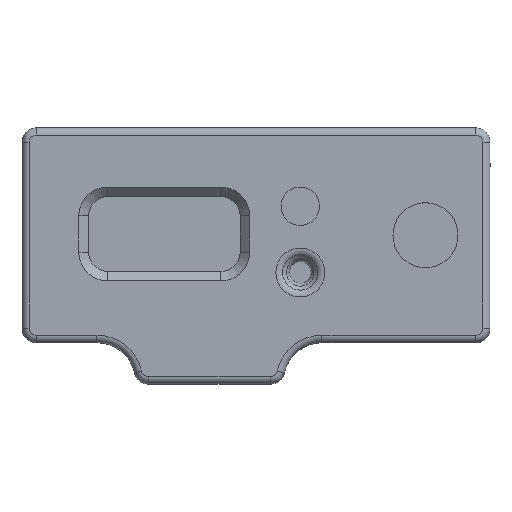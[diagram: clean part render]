
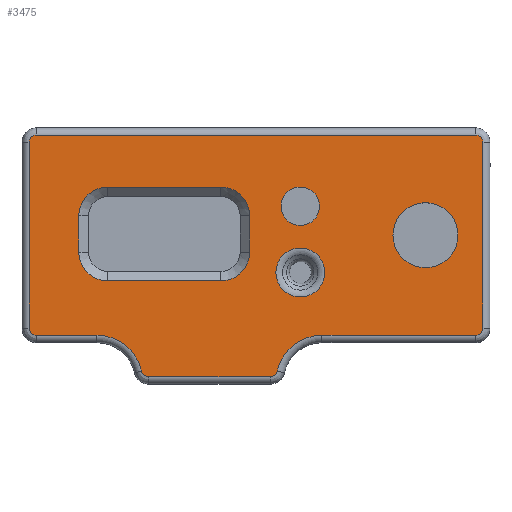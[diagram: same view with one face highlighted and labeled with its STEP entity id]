
A CAD part, top view. The second image highlights one B-rep face of the part: STEP entity #3475.
In plain terms, the highlighted planar face has unit normal (0, 0, 1).
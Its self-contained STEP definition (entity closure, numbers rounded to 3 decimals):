
#64=FACE_BOUND('',#425,.T.);
#65=FACE_BOUND('',#426,.T.);
#66=FACE_BOUND('',#427,.T.);
#67=FACE_BOUND('',#428,.T.);
#92=PLANE('',#3713);
#214=FACE_OUTER_BOUND('',#424,.T.);
#424=EDGE_LOOP('',(#2352,#2353,#2354,#2355,#2356,#2357,#2358,#2359,#2360,
#2361,#2362,#2363,#2364,#2365));
#425=EDGE_LOOP('',(#2366));
#426=EDGE_LOOP('',(#2367));
#427=EDGE_LOOP('',(#2368,#2369,#2370,#2371,#2372,#2373,#2374,#2375));
#428=EDGE_LOOP('',(#2376));
#661=LINE('',#5259,#952);
#662=LINE('',#5263,#953);
#663=LINE('',#5267,#954);
#664=LINE('',#5271,#955);
#665=LINE('',#5277,#956);
#666=LINE('',#5282,#957);
#667=LINE('',#5291,#958);
#668=LINE('',#5295,#959);
#669=LINE('',#5299,#960);
#670=LINE('',#5302,#961);
#952=VECTOR('',#4153,10.);
#953=VECTOR('',#4156,10.);
#954=VECTOR('',#4159,10.);
#955=VECTOR('',#4162,10.);
#956=VECTOR('',#4167,10.);
#957=VECTOR('',#4172,10.);
#958=VECTOR('',#4179,10.);
#959=VECTOR('',#4182,10.);
#960=VECTOR('',#4185,10.);
#961=VECTOR('',#4188,10.);
#1248=CIRCLE('',#3709,5.078);
#1251=CIRCLE('',#3714,1.5);
#1252=CIRCLE('',#3715,1.5);
#1253=CIRCLE('',#3716,1.5);
#1254=CIRCLE('',#3717,1.5);
#1255=CIRCLE('',#3718,9.5);
#1256=CIRCLE('',#3719,1.5);
#1257=CIRCLE('',#3720,1.5);
#1258=CIRCLE('',#3721,9.5);
#1259=CIRCLE('',#3722,6.75);
#1260=CIRCLE('',#3723,4.);
#1261=CIRCLE('',#3724,6.);
#1262=CIRCLE('',#3725,6.);
#1263=CIRCLE('',#3726,6.);
#1264=CIRCLE('',#3727,6.);
#1466=VERTEX_POINT('',#5245);
#1469=VERTEX_POINT('',#5255);
#1470=VERTEX_POINT('',#5256);
#1471=VERTEX_POINT('',#5258);
#1472=VERTEX_POINT('',#5260);
#1473=VERTEX_POINT('',#5262);
#1474=VERTEX_POINT('',#5264);
#1475=VERTEX_POINT('',#5266);
#1476=VERTEX_POINT('',#5268);
#1477=VERTEX_POINT('',#5270);
#1478=VERTEX_POINT('',#5272);
#1479=VERTEX_POINT('',#5274);
#1480=VERTEX_POINT('',#5276);
#1481=VERTEX_POINT('',#5278);
#1482=VERTEX_POINT('',#5280);
#1483=VERTEX_POINT('',#5283);
#1484=VERTEX_POINT('',#5285);
#1485=VERTEX_POINT('',#5287);
#1486=VERTEX_POINT('',#5288);
#1487=VERTEX_POINT('',#5290);
#1488=VERTEX_POINT('',#5292);
#1489=VERTEX_POINT('',#5294);
#1490=VERTEX_POINT('',#5296);
#1491=VERTEX_POINT('',#5298);
#1492=VERTEX_POINT('',#5300);
#1806=EDGE_CURVE('',#1466,#1466,#1248,.T.);
#1810=EDGE_CURVE('',#1469,#1470,#1251,.T.);
#1811=EDGE_CURVE('',#1471,#1469,#661,.T.);
#1812=EDGE_CURVE('',#1472,#1471,#1252,.T.);
#1813=EDGE_CURVE('',#1473,#1472,#662,.T.);
#1814=EDGE_CURVE('',#1474,#1473,#1253,.T.);
#1815=EDGE_CURVE('',#1475,#1474,#663,.T.);
#1816=EDGE_CURVE('',#1476,#1475,#1254,.T.);
#1817=EDGE_CURVE('',#1477,#1476,#664,.T.);
#1818=EDGE_CURVE('',#1478,#1477,#1255,.T.);
#1819=EDGE_CURVE('',#1479,#1478,#1256,.T.);
#1820=EDGE_CURVE('',#1480,#1479,#665,.T.);
#1821=EDGE_CURVE('',#1481,#1480,#1257,.T.);
#1822=EDGE_CURVE('',#1482,#1481,#1258,.T.);
#1823=EDGE_CURVE('',#1470,#1482,#666,.T.);
#1824=EDGE_CURVE('',#1483,#1483,#1259,.T.);
#1825=EDGE_CURVE('',#1484,#1484,#1260,.T.);
#1826=EDGE_CURVE('',#1485,#1486,#1261,.T.);
#1827=EDGE_CURVE('',#1487,#1485,#667,.T.);
#1828=EDGE_CURVE('',#1488,#1487,#1262,.T.);
#1829=EDGE_CURVE('',#1489,#1488,#668,.T.);
#1830=EDGE_CURVE('',#1490,#1489,#1263,.T.);
#1831=EDGE_CURVE('',#1491,#1490,#669,.T.);
#1832=EDGE_CURVE('',#1492,#1491,#1264,.T.);
#1833=EDGE_CURVE('',#1486,#1492,#670,.T.);
#2352=ORIENTED_EDGE('',*,*,#1810,.F.);
#2353=ORIENTED_EDGE('',*,*,#1811,.F.);
#2354=ORIENTED_EDGE('',*,*,#1812,.F.);
#2355=ORIENTED_EDGE('',*,*,#1813,.F.);
#2356=ORIENTED_EDGE('',*,*,#1814,.F.);
#2357=ORIENTED_EDGE('',*,*,#1815,.F.);
#2358=ORIENTED_EDGE('',*,*,#1816,.F.);
#2359=ORIENTED_EDGE('',*,*,#1817,.F.);
#2360=ORIENTED_EDGE('',*,*,#1818,.F.);
#2361=ORIENTED_EDGE('',*,*,#1819,.F.);
#2362=ORIENTED_EDGE('',*,*,#1820,.F.);
#2363=ORIENTED_EDGE('',*,*,#1821,.F.);
#2364=ORIENTED_EDGE('',*,*,#1822,.F.);
#2365=ORIENTED_EDGE('',*,*,#1823,.F.);
#2366=ORIENTED_EDGE('',*,*,#1824,.T.);
#2367=ORIENTED_EDGE('',*,*,#1825,.T.);
#2368=ORIENTED_EDGE('',*,*,#1826,.F.);
#2369=ORIENTED_EDGE('',*,*,#1827,.F.);
#2370=ORIENTED_EDGE('',*,*,#1828,.F.);
#2371=ORIENTED_EDGE('',*,*,#1829,.F.);
#2372=ORIENTED_EDGE('',*,*,#1830,.F.);
#2373=ORIENTED_EDGE('',*,*,#1831,.F.);
#2374=ORIENTED_EDGE('',*,*,#1832,.F.);
#2375=ORIENTED_EDGE('',*,*,#1833,.F.);
#2376=ORIENTED_EDGE('',*,*,#1806,.F.);
#3475=ADVANCED_FACE('',(#214,#64,#65,#66,#67),#92,.T.);
#3709=AXIS2_PLACEMENT_3D('',#5247,#4140,#4141);
#3713=AXIS2_PLACEMENT_3D('',#5254,#4149,#4150);
#3714=AXIS2_PLACEMENT_3D('',#5257,#4151,#4152);
#3715=AXIS2_PLACEMENT_3D('',#5261,#4154,#4155);
#3716=AXIS2_PLACEMENT_3D('',#5265,#4157,#4158);
#3717=AXIS2_PLACEMENT_3D('',#5269,#4160,#4161);
#3718=AXIS2_PLACEMENT_3D('',#5273,#4163,#4164);
#3719=AXIS2_PLACEMENT_3D('',#5275,#4165,#4166);
#3720=AXIS2_PLACEMENT_3D('',#5279,#4168,#4169);
#3721=AXIS2_PLACEMENT_3D('',#5281,#4170,#4171);
#3722=AXIS2_PLACEMENT_3D('',#5284,#4173,#4174);
#3723=AXIS2_PLACEMENT_3D('',#5286,#4175,#4176);
#3724=AXIS2_PLACEMENT_3D('',#5289,#4177,#4178);
#3725=AXIS2_PLACEMENT_3D('',#5293,#4180,#4181);
#3726=AXIS2_PLACEMENT_3D('',#5297,#4183,#4184);
#3727=AXIS2_PLACEMENT_3D('',#5301,#4186,#4187);
#4140=DIRECTION('center_axis',(0.,0.,1.));
#4141=DIRECTION('ref_axis',(1.,0.,0.));
#4149=DIRECTION('center_axis',(0.,0.,1.));
#4150=DIRECTION('ref_axis',(1.,0.,0.));
#4151=DIRECTION('center_axis',(0.,0.,-1.));
#4152=DIRECTION('ref_axis',(0.707,-0.707,0.));
#4153=DIRECTION('',(0.,-1.,0.));
#4154=DIRECTION('center_axis',(0.,0.,-1.));
#4155=DIRECTION('ref_axis',(0.707,0.707,0.));
#4156=DIRECTION('',(1.,0.,0.));
#4157=DIRECTION('center_axis',(0.,0.,-1.));
#4158=DIRECTION('ref_axis',(-0.707,0.707,0.));
#4159=DIRECTION('',(0.,1.,0.));
#4160=DIRECTION('center_axis',(0.,0.,-1.));
#4161=DIRECTION('ref_axis',(-0.707,-0.707,0.));
#4162=DIRECTION('',(-1.,0.,0.));
#4163=DIRECTION('center_axis',(0.,0.,1.));
#4164=DIRECTION('ref_axis',(0.625,0.78,0.));
#4165=DIRECTION('center_axis',(0.,0.,-1.));
#4166=DIRECTION('ref_axis',(-0.625,-0.78,0.));
#4167=DIRECTION('',(-1.,0.,0.));
#4168=DIRECTION('center_axis',(0.,0.,-1.));
#4169=DIRECTION('ref_axis',(0.625,-0.78,0.));
#4170=DIRECTION('center_axis',(0.,0.,1.));
#4171=DIRECTION('ref_axis',(-0.625,0.78,0.));
#4172=DIRECTION('',(-1.,0.,0.));
#4173=DIRECTION('center_axis',(0.,0.,-1.));
#4174=DIRECTION('ref_axis',(1.,0.,0.));
#4175=DIRECTION('center_axis',(0.,0.,-1.));
#4176=DIRECTION('ref_axis',(1.,0.,0.));
#4177=DIRECTION('center_axis',(0.,0.,1.));
#4178=DIRECTION('ref_axis',(0.707,-0.707,0.));
#4179=DIRECTION('',(1.,0.,0.));
#4180=DIRECTION('center_axis',(0.,0.,1.));
#4181=DIRECTION('ref_axis',(-0.707,-0.707,0.));
#4182=DIRECTION('',(0.,-1.,0.));
#4183=DIRECTION('center_axis',(0.,0.,1.));
#4184=DIRECTION('ref_axis',(-0.707,0.707,0.));
#4185=DIRECTION('',(-1.,0.,0.));
#4186=DIRECTION('center_axis',(0.,0.,1.));
#4187=DIRECTION('ref_axis',(0.707,0.707,0.));
#4188=DIRECTION('',(0.,1.,0.));
#5245=CARTESIAN_POINT('',(13.922,-7.75,3.));
#5247=CARTESIAN_POINT('Origin',(19.,-7.75,3.));
#5254=CARTESIAN_POINT('Origin',(9.8,0.,3.));
#5255=CARTESIAN_POINT('',(56.9,-19.3,3.));
#5256=CARTESIAN_POINT('',(55.4,-20.8,3.));
#5257=CARTESIAN_POINT('Origin',(55.4,-19.3,3.));
#5258=CARTESIAN_POINT('',(56.9,19.3,3.));
#5259=CARTESIAN_POINT('',(56.9,-11.15,3.));
#5260=CARTESIAN_POINT('',(55.4,20.8,3.));
#5261=CARTESIAN_POINT('Origin',(55.4,19.3,3.));
#5262=CARTESIAN_POINT('',(-35.8,20.8,3.));
#5263=CARTESIAN_POINT('',(34.1,20.8,3.));
#5264=CARTESIAN_POINT('',(-37.3,19.3,3.));
#5265=CARTESIAN_POINT('Origin',(-35.8,19.3,3.));
#5266=CARTESIAN_POINT('',(-37.3,-19.3,3.));
#5267=CARTESIAN_POINT('',(-37.3,11.15,3.));
#5268=CARTESIAN_POINT('',(-35.8,-20.8,3.));
#5269=CARTESIAN_POINT('Origin',(-35.8,-19.3,3.));
#5270=CARTESIAN_POINT('',(-23.235,-20.8,3.));
#5271=CARTESIAN_POINT('',(-14.5,-20.8,3.));
#5272=CARTESIAN_POINT('',(-13.964,-28.227,3.));
#5273=CARTESIAN_POINT('Origin',(-23.235,-30.3,3.));
#5274=CARTESIAN_POINT('',(-12.5,-29.4,3.));
#5275=CARTESIAN_POINT('Origin',(-12.5,-27.9,3.));
#5276=CARTESIAN_POINT('',(12.765,-29.4,3.));
#5277=CARTESIAN_POINT('',(-2.85,-29.4,3.));
#5278=CARTESIAN_POINT('',(14.229,-28.227,3.));
#5279=CARTESIAN_POINT('Origin',(12.765,-27.9,3.));
#5280=CARTESIAN_POINT('',(23.5,-20.8,3.));
#5281=CARTESIAN_POINT('Origin',(23.5,-30.3,3.));
#5282=CARTESIAN_POINT('',(-14.5,-20.8,3.));
#5283=CARTESIAN_POINT('',(38.25,0.,3.));
#5284=CARTESIAN_POINT('Origin',(45.,0.,
3.));
#5285=CARTESIAN_POINT('',(15.,6.,3.));
#5286=CARTESIAN_POINT('Origin',(19.,6.,3.));
#5287=CARTESIAN_POINT('',(2.5,-9.5,3.));
#5288=CARTESIAN_POINT('',(8.5,-3.5,3.));
#5289=CARTESIAN_POINT('Origin',(2.5,-3.5,3.));
#5290=CARTESIAN_POINT('',(-21.,-9.5,3.));
#5291=CARTESIAN_POINT('',(8.15,-9.5,3.));
#5292=CARTESIAN_POINT('',(-27.,-3.5,3.));
#5293=CARTESIAN_POINT('Origin',(-21.,-3.5,3.));
#5294=CARTESIAN_POINT('',(-27.,4.,3.));
#5295=CARTESIAN_POINT('',(-27.,-3.75,3.));
#5296=CARTESIAN_POINT('',(-21.,10.,3.));
#5297=CARTESIAN_POINT('Origin',(-21.,4.,3.));
#5298=CARTESIAN_POINT('',(2.5,10.,3.));
#5299=CARTESIAN_POINT('',(-7.6,10.,3.));
#5300=CARTESIAN_POINT('',(8.5,4.,3.));
#5301=CARTESIAN_POINT('Origin',(2.5,4.,3.));
#5302=CARTESIAN_POINT('',(8.5,4.,3.));
